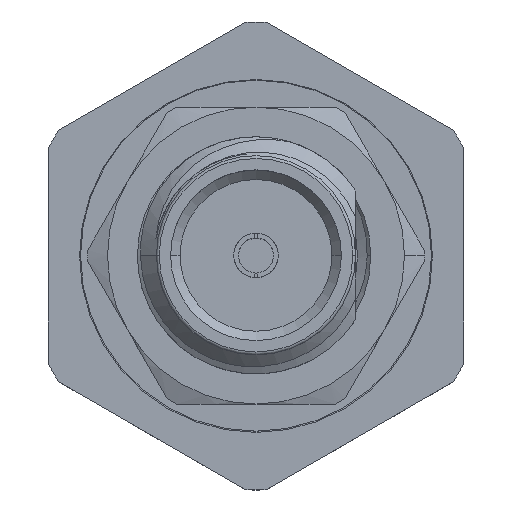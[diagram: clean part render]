
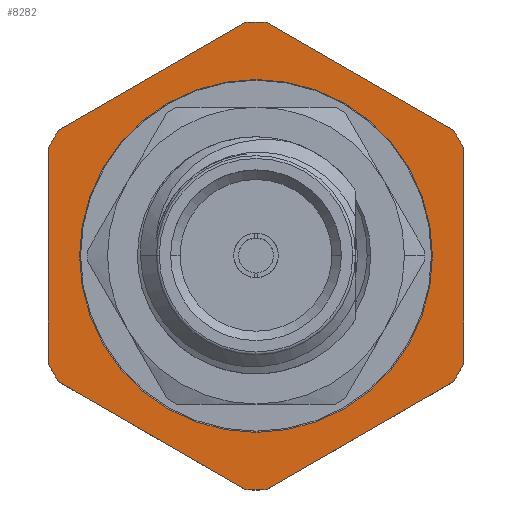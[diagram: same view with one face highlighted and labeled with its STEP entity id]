
A CAD part, top view. The second image highlights one B-rep face of the part: STEP entity #8282.
In plain terms, the highlighted planar face has unit normal (0, 0, 1).
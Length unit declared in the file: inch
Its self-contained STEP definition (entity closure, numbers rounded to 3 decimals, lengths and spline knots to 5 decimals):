
#784 = CARTESIAN_POINT ( 'NONE',  ( -0.21875, -0.11394, 0. ) ) ;
#907 = ORIENTED_EDGE ( 'NONE', *, *, #9527, .T. ) ;
#942 = CARTESIAN_POINT ( 'NONE',  ( 0., 0., 0. ) ) ;
#982 = VERTEX_POINT ( 'NONE', #10929 ) ;
#1116 = VERTEX_POINT ( 'NONE', #4933 ) ;
#1403 = CARTESIAN_POINT ( 'NONE',  ( -0.0107, 0.24642, 0. ) ) ;
#1445 = DIRECTION ( 'NONE',  ( 0.866, -0.5, 0. ) ) ;
#1530 = VERTEX_POINT ( 'NONE', #18674 ) ;
#2240 = ORIENTED_EDGE ( 'NONE', *, *, #17414, .T. ) ;
#2514 = EDGE_LOOP ( 'NONE', ( #8525, #4263, #11131, #907, #3909, #23274, #17066, #21739, #18797, #6893, #2240, #16714 ) ) ;
#3002 = DIRECTION ( 'NONE',  ( 1., 0., 0. ) ) ;
#3146 = CARTESIAN_POINT ( 'NONE',  ( 0., 0., 0. ) ) ;
#3306 = CARTESIAN_POINT ( 'NONE',  ( 0., 0., 0. ) ) ;
#3521 = CARTESIAN_POINT ( 'NONE',  ( -0.186, 0., 0. ) ) ;
#3534 = CARTESIAN_POINT ( 'NONE',  ( 0.21875, -0.1263, 0. ) ) ;
#3898 = CARTESIAN_POINT ( 'NONE',  ( 0., 0., 0. ) ) ;
#3909 = ORIENTED_EDGE ( 'NONE', *, *, #5982, .T. ) ;
#4130 = EDGE_CURVE ( 'NONE', #16762, #16364, #5234, .T. ) ;
#4176 = CARTESIAN_POINT ( 'NONE',  ( 0.21875, 0.1263, 0. ) ) ;
#4263 = ORIENTED_EDGE ( 'NONE', *, *, #4130, .T. ) ;
#4447 = CARTESIAN_POINT ( 'NONE',  ( 0., -0.25259, 0. ) ) ;
#4933 = CARTESIAN_POINT ( 'NONE',  ( 0.0107, -0.24642, 0. ) ) ;
#5005 = CARTESIAN_POINT ( 'NONE',  ( 0., 0.25259, 0. ) ) ;
#5234 = CIRCLE ( 'NONE', #9619, 0.24665 ) ;
#5806 = DIRECTION ( 'NONE',  ( 0., 1., 0. ) ) ;
#5859 = DIRECTION ( 'NONE',  ( 1., 0., 0. ) ) ;
#5940 = CARTESIAN_POINT ( 'NONE',  ( 0., 0., 0. ) ) ;
#5982 = EDGE_CURVE ( 'NONE', #10591, #23281, #16790, .T. ) ;
#6869 = DIRECTION ( 'NONE',  ( 0., 0., 1. ) ) ;
#6893 = ORIENTED_EDGE ( 'NONE', *, *, #16062, .T. ) ;
#6928 = ORIENTED_EDGE ( 'NONE', *, *, #18054, .F. ) ;
#7305 = VECTOR ( 'NONE', #9760, 39.37008 ) ;
#7520 = DIRECTION ( 'NONE',  ( 0., 0., 1. ) ) ;
#7529 = DIRECTION ( 'NONE',  ( 0., -1., 0. ) ) ;
#7764 = DIRECTION ( 'NONE',  ( 1., 0., 0. ) ) ;
#7851 = CARTESIAN_POINT ( 'NONE',  ( 0.20805, 0.13247, 0. ) ) ;
#8282 = ADVANCED_FACE ( 'NONE', ( #11943, #17613 ), #20973, .T. ) ;
#8525 = ORIENTED_EDGE ( 'NONE', *, *, #18916, .T. ) ;
#8579 = CARTESIAN_POINT ( 'NONE',  ( -0.21875, -0.1263, 0. ) ) ;
#8737 = DIRECTION ( 'NONE',  ( 1., 0., 0. ) ) ;
#8882 = VECTOR ( 'NONE', #7529, 39.37008 ) ;
#9180 = VERTEX_POINT ( 'NONE', #9582 ) ;
#9472 = DIRECTION ( 'NONE',  ( 0., 0., 1. ) ) ;
#9527 = EDGE_CURVE ( 'NONE', #9926, #10591, #10818, .T. ) ;
#9582 = CARTESIAN_POINT ( 'NONE',  ( -0.0107, -0.24642, 0. ) ) ;
#9619 = AXIS2_PLACEMENT_3D ( 'NONE', #5940, #14906, #5859 ) ;
#9760 = DIRECTION ( 'NONE',  ( -0.866, 0.5, 0. ) ) ;
#9833 = AXIS2_PLACEMENT_3D ( 'NONE', #3306, #10524, #10604 ) ;
#9926 = VERTEX_POINT ( 'NONE', #21851 ) ;
#10465 = CARTESIAN_POINT ( 'NONE',  ( -0.20805, -0.13247, 0. ) ) ;
#10524 = DIRECTION ( 'NONE',  ( 0., 0., 1. ) ) ;
#10591 = VERTEX_POINT ( 'NONE', #20536 ) ;
#10597 = EDGE_CURVE ( 'NONE', #18740, #15780, #21273, .T. ) ;
#10604 = DIRECTION ( 'NONE',  ( 1., 0., 0. ) ) ;
#10818 = CIRCLE ( 'NONE', #17364, 0.24665 ) ;
#10929 = CARTESIAN_POINT ( 'NONE',  ( 0.20805, -0.13247, 0. ) ) ;
#10947 = EDGE_CURVE ( 'NONE', #21586, #12826, #14457, .T. ) ;
#11055 = EDGE_LOOP ( 'NONE', ( #6928, #18323 ) ) ;
#11131 = ORIENTED_EDGE ( 'NONE', *, *, #12130, .T. ) ;
#11868 = DIRECTION ( 'NONE',  ( 0., 0., 1. ) ) ;
#11943 = FACE_BOUND ( 'NONE', #11055, .T. ) ;
#12130 = EDGE_CURVE ( 'NONE', #16364, #9926, #14992, .T. ) ;
#12161 = CARTESIAN_POINT ( 'NONE',  ( 0.186, 0., 0. ) ) ;
#12826 = VERTEX_POINT ( 'NONE', #12161 ) ;
#13268 = CARTESIAN_POINT ( 'NONE',  ( 0., 0., 0. ) ) ;
#13289 = CARTESIAN_POINT ( 'NONE',  ( 0.21875, 0.11394, 0. ) ) ;
#13455 = CIRCLE ( 'NONE', #19961, 0.24665 ) ;
#13523 = CIRCLE ( 'NONE', #16602, 0.186 ) ;
#14351 = AXIS2_PLACEMENT_3D ( 'NONE', #16345, #9472, #16970 ) ;
#14457 = CIRCLE ( 'NONE', #9833, 0.186 ) ;
#14644 = LINE ( 'NONE', #8579, #23424 ) ;
#14662 = DIRECTION ( 'NONE',  ( 0., 0., 1. ) ) ;
#14906 = DIRECTION ( 'NONE',  ( 0., 0., 1. ) ) ;
#14992 = LINE ( 'NONE', #5005, #16702 ) ;
#15258 = AXIS2_PLACEMENT_3D ( 'NONE', #3898, #14662, #16883 ) ;
#15514 = DIRECTION ( 'NONE',  ( 0., 0., 1. ) ) ;
#15579 = DIRECTION ( 'NONE',  ( 1., 0., 0. ) ) ;
#15780 = VERTEX_POINT ( 'NONE', #7851 ) ;
#16008 = CARTESIAN_POINT ( 'NONE',  ( 0., 0., 0. ) ) ;
#16062 = EDGE_CURVE ( 'NONE', #982, #1530, #21467, .T. ) ;
#16070 = VECTOR ( 'NONE', #5806, 39.37008 ) ;
#16345 = CARTESIAN_POINT ( 'NONE',  ( 0., 0., 0. ) ) ;
#16364 = VERTEX_POINT ( 'NONE', #1403 ) ;
#16602 = AXIS2_PLACEMENT_3D ( 'NONE', #13268, #7520, #7764 ) ;
#16702 = VECTOR ( 'NONE', #17628, 39.37008 ) ;
#16714 = ORIENTED_EDGE ( 'NONE', *, *, #10597, .T. ) ;
#16762 = VERTEX_POINT ( 'NONE', #18869 ) ;
#16790 = LINE ( 'NONE', #22164, #8882 ) ;
#16883 = DIRECTION ( 'NONE',  ( 1., 0., 0. ) ) ;
#16970 = DIRECTION ( 'NONE',  ( 1., 0., 0. ) ) ;
#17060 = AXIS2_PLACEMENT_3D ( 'NONE', #942, #11868, #15579 ) ;
#17066 = ORIENTED_EDGE ( 'NONE', *, *, #17743, .T. ) ;
#17364 = AXIS2_PLACEMENT_3D ( 'NONE', #16008, #6869, #8737 ) ;
#17414 = EDGE_CURVE ( 'NONE', #1530, #18740, #23149, .T. ) ;
#17604 = DIRECTION ( 'NONE',  ( 0., 0., 1. ) ) ;
#17613 = FACE_OUTER_BOUND ( 'NONE', #2514, .T. ) ;
#17628 = DIRECTION ( 'NONE',  ( -0.866, -0.5, 0. ) ) ;
#17729 = VECTOR ( 'NONE', #22595, 39.37008 ) ;
#17743 = EDGE_CURVE ( 'NONE', #18681, #9180, #14644, .T. ) ;
#18054 = EDGE_CURVE ( 'NONE', #12826, #21586, #13523, .T. ) ;
#18323 = ORIENTED_EDGE ( 'NONE', *, *, #10947, .F. ) ;
#18674 = CARTESIAN_POINT ( 'NONE',  ( 0.21875, -0.11394, 0. ) ) ;
#18681 = VERTEX_POINT ( 'NONE', #10465 ) ;
#18740 = VERTEX_POINT ( 'NONE', #13289 ) ;
#18797 = ORIENTED_EDGE ( 'NONE', *, *, #22411, .T. ) ;
#18869 = CARTESIAN_POINT ( 'NONE',  ( 0.0107, 0.24642, 0. ) ) ;
#18916 = EDGE_CURVE ( 'NONE', #15780, #16762, #20018, .T. ) ;
#19507 = DIRECTION ( 'NONE',  ( 1., 0., 0. ) ) ;
#19961 = AXIS2_PLACEMENT_3D ( 'NONE', #21170, #17604, #19507 ) ;
#20018 = LINE ( 'NONE', #4176, #7305 ) ;
#20360 = EDGE_CURVE ( 'NONE', #9180, #1116, #22268, .T. ) ;
#20536 = CARTESIAN_POINT ( 'NONE',  ( -0.21875, 0.11394, 0. ) ) ;
#20973 = PLANE ( 'NONE',  #22359 ) ;
#21170 = CARTESIAN_POINT ( 'NONE',  ( 0., 0., 0. ) ) ;
#21273 = CIRCLE ( 'NONE', #14351, 0.24665 ) ;
#21467 = CIRCLE ( 'NONE', #17060, 0.24665 ) ;
#21586 = VERTEX_POINT ( 'NONE', #3521 ) ;
#21739 = ORIENTED_EDGE ( 'NONE', *, *, #20360, .T. ) ;
#21851 = CARTESIAN_POINT ( 'NONE',  ( -0.20805, 0.13247, 0. ) ) ;
#22164 = CARTESIAN_POINT ( 'NONE',  ( -0.21875, 0.1263, 0. ) ) ;
#22268 = CIRCLE ( 'NONE', #15258, 0.24665 ) ;
#22359 = AXIS2_PLACEMENT_3D ( 'NONE', #3146, #15514, #3002 ) ;
#22411 = EDGE_CURVE ( 'NONE', #1116, #982, #22526, .T. ) ;
#22526 = LINE ( 'NONE', #4447, #17729 ) ;
#22595 = DIRECTION ( 'NONE',  ( 0.866, 0.5, 0. ) ) ;
#23149 = LINE ( 'NONE', #3534, #16070 ) ;
#23274 = ORIENTED_EDGE ( 'NONE', *, *, #23365, .T. ) ;
#23281 = VERTEX_POINT ( 'NONE', #784 ) ;
#23365 = EDGE_CURVE ( 'NONE', #23281, #18681, #13455, .T. ) ;
#23424 = VECTOR ( 'NONE', #1445, 39.37008 ) ;
